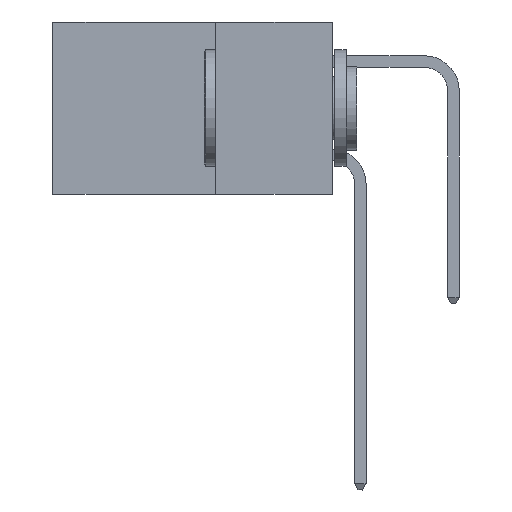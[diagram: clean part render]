
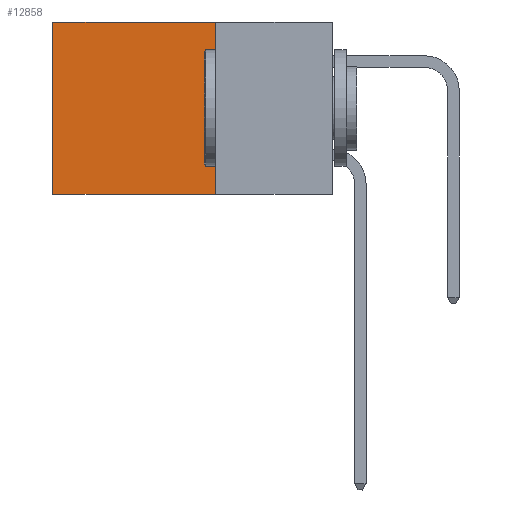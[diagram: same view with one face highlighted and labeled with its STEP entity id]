
A CAD part, left-side view. The second image highlights one B-rep face of the part: STEP entity #12858.
In plain terms, the highlighted planar face has unit normal (-1, 0, 0).
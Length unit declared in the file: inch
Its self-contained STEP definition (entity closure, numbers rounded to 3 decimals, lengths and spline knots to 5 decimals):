
#594 = DIRECTION ( 'NONE',  ( 0., 0., -1. ) ) ;
#1433 = VERTEX_POINT ( 'NONE', #25648 ) ;
#1883 = EDGE_LOOP ( 'NONE', ( #9425, #8858, #8147, #2599 ) ) ;
#2189 = DIRECTION ( 'NONE',  ( 0., 1., 0. ) ) ;
#2599 = ORIENTED_EDGE ( 'NONE', *, *, #16764, .T. ) ;
#3018 = EDGE_CURVE ( 'NONE', #8401, #25637, #25198, .T. ) ;
#3541 = VECTOR ( 'NONE', #2189, 39.37008 ) ;
#5132 = CARTESIAN_POINT ( 'NONE',  ( 0.298, 0.25, -0.37 ) ) ;
#5242 = VECTOR ( 'NONE', #19020, 39.37008 ) ;
#6884 = FACE_OUTER_BOUND ( 'NONE', #1883, .T. ) ;
#8067 = PLANE ( 'NONE',  #29479 ) ;
#8138 = EDGE_CURVE ( 'NONE', #25637, #17253, #14222, .T. ) ;
#8147 = ORIENTED_EDGE ( 'NONE', *, *, #3018, .F. ) ;
#8401 = VERTEX_POINT ( 'NONE', #28753 ) ;
#8858 = ORIENTED_EDGE ( 'NONE', *, *, #8138, .F. ) ;
#9425 = ORIENTED_EDGE ( 'NONE', *, *, #22625, .T. ) ;
#9438 = CARTESIAN_POINT ( 'NONE',  ( 0.298, 0.25, -0.37 ) ) ;
#11429 = CARTESIAN_POINT ( 'NONE',  ( 0.298, 0.6, -0.37 ) ) ;
#11805 = CARTESIAN_POINT ( 'NONE',  ( 0.298, 0.6, 0. ) ) ;
#12858 = ADVANCED_FACE ( 'NONE', ( #6884 ), #8067, .F. ) ;
#14222 = LINE ( 'NONE', #5132, #27541 ) ;
#15590 = DIRECTION ( 'NONE',  ( 1., 0., 0. ) ) ;
#15671 = CARTESIAN_POINT ( 'NONE',  ( 0.298, 0.25, 0. ) ) ;
#16764 = EDGE_CURVE ( 'NONE', #8401, #1433, #16825, .T. ) ;
#16825 = LINE ( 'NONE', #32138, #3541 ) ;
#17253 = VERTEX_POINT ( 'NONE', #11429 ) ;
#19020 = DIRECTION ( 'NONE',  ( 0., 0., -1. ) ) ;
#20097 = DIRECTION ( 'NONE',  ( 0., 1., 0. ) ) ;
#20142 = LINE ( 'NONE', #11805, #26813 ) ;
#22625 = EDGE_CURVE ( 'NONE', #1433, #17253, #20142, .T. ) ;
#25198 = LINE ( 'NONE', #15671, #5242 ) ;
#25637 = VERTEX_POINT ( 'NONE', #9438 ) ;
#25648 = CARTESIAN_POINT ( 'NONE',  ( 0.298, 0.6, 0. ) ) ;
#26813 = VECTOR ( 'NONE', #26824, 39.37008 ) ;
#26824 = DIRECTION ( 'NONE',  ( 0., 0., -1. ) ) ;
#27541 = VECTOR ( 'NONE', #20097, 39.37008 ) ;
#28753 = CARTESIAN_POINT ( 'NONE',  ( 0.298, 0.25, 0. ) ) ;
#29479 = AXIS2_PLACEMENT_3D ( 'NONE', #30598, #15590, #594 ) ;
#30598 = CARTESIAN_POINT ( 'NONE',  ( 0.298, 0.25, 0. ) ) ;
#32138 = CARTESIAN_POINT ( 'NONE',  ( 0.298, 0.25, 0. ) ) ;
